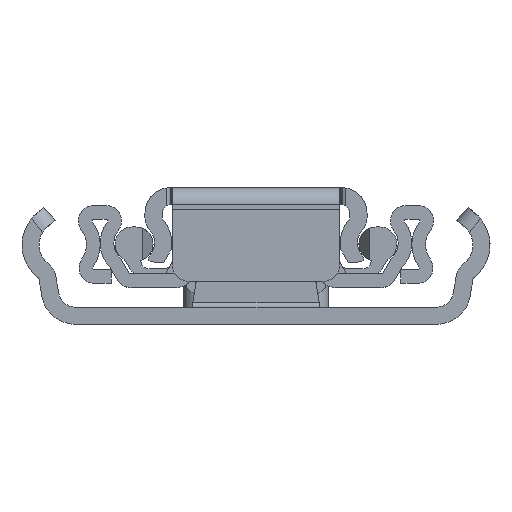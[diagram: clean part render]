
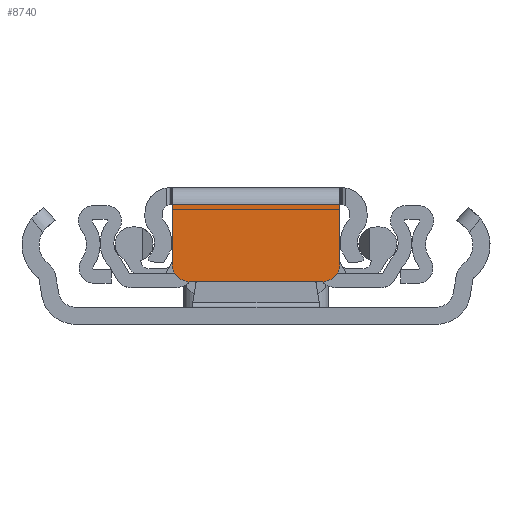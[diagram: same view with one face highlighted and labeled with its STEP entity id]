
A CAD part, left-side view. The second image highlights one B-rep face of the part: STEP entity #8740.
In plain terms, the highlighted planar face has unit normal (-1, 0, 0).
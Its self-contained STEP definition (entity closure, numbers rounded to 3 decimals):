
#12 = DIRECTION ( 'NONE',  ( 0., 0., 1. ) ) ;
#90 = DIRECTION ( 'NONE',  ( -1., 0., 0. ) ) ;
#130 = LINE ( 'NONE', #5075, #6884 ) ;
#282 = CARTESIAN_POINT ( 'NONE',  ( 0., -9.8, 7.215 ) ) ;
#409 = EDGE_CURVE ( 'NONE', #1819, #1814, #4161, .T. ) ;
#673 = CARTESIAN_POINT ( 'NONE',  ( 0., 7.8, 7. ) ) ;
#815 = LINE ( 'NONE', #11921, #1691 ) ;
#1026 = ORIENTED_EDGE ( 'NONE', *, *, #14714, .T. ) ;
#1183 = EDGE_LOOP ( 'NONE', ( #1668, #1505, #8770, #1026, #8273, #3031 ) ) ;
#1311 = DIRECTION ( 'NONE',  ( 1., 0., 0. ) ) ;
#1505 = ORIENTED_EDGE ( 'NONE', *, *, #2239, .T. ) ;
#1641 = CARTESIAN_POINT ( 'NONE',  ( 0., 0., 5. ) ) ;
#1668 = ORIENTED_EDGE ( 'NONE', *, *, #14650, .T. ) ;
#1691 = VECTOR ( 'NONE', #9251, 1000. ) ;
#1814 = VERTEX_POINT ( 'NONE', #12019 ) ;
#1819 = VERTEX_POINT ( 'NONE', #9526 ) ;
#2239 = EDGE_CURVE ( 'NONE', #5441, #11257, #815, .T. ) ;
#2934 = DIRECTION ( 'NONE',  ( -1., 0., 0. ) ) ;
#3031 = ORIENTED_EDGE ( 'NONE', *, *, #8732, .T. ) ;
#3399 = VECTOR ( 'NONE', #4080, 1000. ) ;
#3451 = DIRECTION ( 'NONE',  ( 0., 0., 1. ) ) ;
#3578 = PLANE ( 'NONE',  #5167 ) ;
#3697 = DIRECTION ( 'NONE',  ( 0., 0., 1. ) ) ;
#3964 = EDGE_CURVE ( 'NONE', #12712, #11257, #130, .T. ) ;
#4080 = DIRECTION ( 'NONE',  ( 0., -1., 0. ) ) ;
#4161 = LINE ( 'NONE', #1641, #3399 ) ;
#4644 = AXIS2_PLACEMENT_3D ( 'NONE', #8532, #90, #12 ) ;
#5034 = DIRECTION ( 'NONE',  ( 0., 0., -1. ) ) ;
#5075 = CARTESIAN_POINT ( 'NONE',  ( 0., 9.8, 7.215 ) ) ;
#5157 = CARTESIAN_POINT ( 'NONE',  ( 0., -9.8, 14. ) ) ;
#5167 = AXIS2_PLACEMENT_3D ( 'NONE', #15001, #1311, #5034 ) ;
#5441 = VERTEX_POINT ( 'NONE', #5157 ) ;
#6883 = VECTOR ( 'NONE', #3697, 1000. ) ;
#6884 = VECTOR ( 'NONE', #3451, 1000. ) ;
#7015 = CARTESIAN_POINT ( 'NONE',  ( 0., 9.8, 14. ) ) ;
#8273 = ORIENTED_EDGE ( 'NONE', *, *, #409, .T. ) ;
#8276 = CIRCLE ( 'NONE', #4644, 2. ) ;
#8532 = CARTESIAN_POINT ( 'NONE',  ( 0., -7.8, 7. ) ) ;
#8732 = EDGE_CURVE ( 'NONE', #1814, #12027, #8276, .T. ) ;
#8740 = ADVANCED_FACE ( 'NONE', ( #9917 ), #3578, .F. ) ;
#8770 = ORIENTED_EDGE ( 'NONE', *, *, #3964, .F. ) ;
#9251 = DIRECTION ( 'NONE',  ( 0., 1., 0. ) ) ;
#9479 = CIRCLE ( 'NONE', #13619, 2. ) ;
#9526 = CARTESIAN_POINT ( 'NONE',  ( 0., 7.8, 5. ) ) ;
#9917 = FACE_OUTER_BOUND ( 'NONE', #1183, .T. ) ;
#10990 = CARTESIAN_POINT ( 'NONE',  ( 0., -9.8, 7. ) ) ;
#11257 = VERTEX_POINT ( 'NONE', #7015 ) ;
#11921 = CARTESIAN_POINT ( 'NONE',  ( 0., -10.9, 14. ) ) ;
#12019 = CARTESIAN_POINT ( 'NONE',  ( 0., -7.8, 5. ) ) ;
#12027 = VERTEX_POINT ( 'NONE', #10990 ) ;
#12712 = VERTEX_POINT ( 'NONE', #14738 ) ;
#13619 = AXIS2_PLACEMENT_3D ( 'NONE', #673, #2934, #13895 ) ;
#13895 = DIRECTION ( 'NONE',  ( 0., 0., 1. ) ) ;
#14650 = EDGE_CURVE ( 'NONE', #12027, #5441, #15034, .T. ) ;
#14714 = EDGE_CURVE ( 'NONE', #12712, #1819, #9479, .T. ) ;
#14738 = CARTESIAN_POINT ( 'NONE',  ( 0., 9.8, 7. ) ) ;
#15001 = CARTESIAN_POINT ( 'NONE',  ( 0., -10.9, 12.463 ) ) ;
#15034 = LINE ( 'NONE', #282, #6883 ) ;
